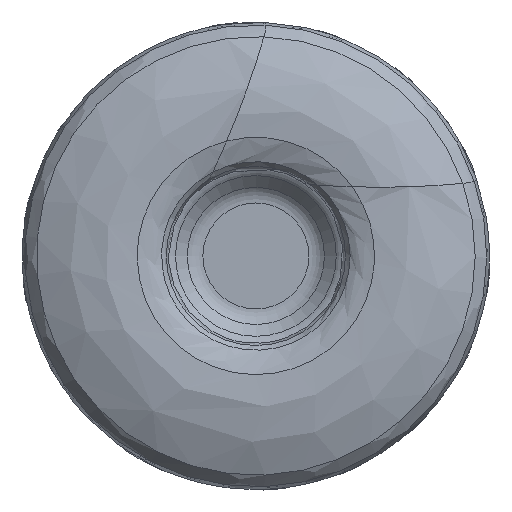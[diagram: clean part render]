
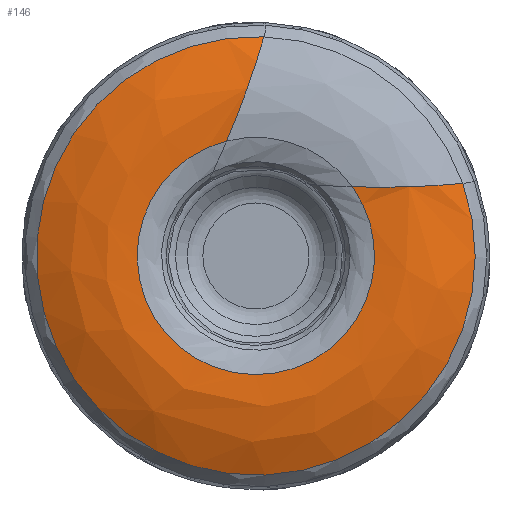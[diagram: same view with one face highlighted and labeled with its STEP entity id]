
A CAD part, left-side view. The second image highlights one B-rep face of the part: STEP entity #146.
In plain terms, the highlighted free-form (B-spline) face has degree [3, 3] with [4, 7] control points.
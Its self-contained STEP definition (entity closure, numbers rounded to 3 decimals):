
#65=(
BOUNDED_SURFACE()
B_SPLINE_SURFACE(3,3,((#941,#942,#943,#944,#945,#946,#947),(#948,#949,#950,
#951,#952,#953,#954),(#955,#956,#957,#958,#959,#960,#961),(#962,#963,#964,
#965,#966,#967,#968)),.UNSPECIFIED.,.F.,.F.,.F.)
B_SPLINE_SURFACE_WITH_KNOTS((4,4),(4,3,4),(0.,1.),(0.,0.5,1.),
 .UNSPECIFIED.)
GEOMETRIC_REPRESENTATION_ITEM()
RATIONAL_B_SPLINE_SURFACE(((1.,0.53,0.53,1.,0.53,
0.53,1.),(0.96,0.509,0.509,
0.96,0.509,0.509,0.96),
(0.96,0.509,0.509,0.96,
0.509,0.509,0.96),(1.,0.53,
0.53,1.,0.53,0.53,1.)))
REPRESENTATION_ITEM('')
SURFACE()
);
#146=ADVANCED_FACE('',(#174),#65,.F.);
#174=FACE_OUTER_BOUND('',#228,.T.);
#228=EDGE_LOOP('',(#294,#295,#296,#297));
#294=ORIENTED_EDGE('',*,*,#440,.F.);
#295=ORIENTED_EDGE('',*,*,#441,.T.);
#296=ORIENTED_EDGE('',*,*,#437,.T.);
#297=ORIENTED_EDGE('',*,*,#442,.T.);
#395=VERTEX_POINT('',#904);
#396=VERTEX_POINT('',#905);
#397=VERTEX_POINT('',#937);
#398=VERTEX_POINT('',#938);
#437=EDGE_CURVE('',#395,#396,#498,.T.);
#440=EDGE_CURVE('',#397,#398,#501,.T.);
#441=EDGE_CURVE('',#397,#395,#502,.T.);
#442=EDGE_CURVE('',#396,#398,#503,.T.);
#498=CIRCLE('',#573,4.316);
#501=CIRCLE('',#576,7.976);
#502=CIRCLE('',#577,6.);
#503=CIRCLE('',#578,6.);
#573=AXIS2_PLACEMENT_3D('',#903,#688,#689);
#576=AXIS2_PLACEMENT_3D('',#936,#694,#695);
#577=AXIS2_PLACEMENT_3D('',#939,#696,#697);
#578=AXIS2_PLACEMENT_3D('',#940,#698,#699);
#688=DIRECTION('',(1.,0.,0.));
#689=DIRECTION('',(0.,-0.813,0.583));
#694=DIRECTION('',(1.,0.,0.));
#695=DIRECTION('',(0.,-0.944,0.331));
#696=DIRECTION('',(0.174,0.,-0.985));
#697=DIRECTION('',(0.985,0.,0.174));
#698=DIRECTION('',(-0.174,0.917,0.36));
#699=DIRECTION('',(0.985,0.162,0.063));
#903=CARTESIAN_POINT('',(0.084,0.,0.));
#904=CARTESIAN_POINT('',(0.084,-3.507,2.515));
#905=CARTESIAN_POINT('',(0.084,1.06,4.184));
#936=CARTESIAN_POINT('',(0.797,0.,0.));
#937=CARTESIAN_POINT('',(0.797,-7.527,2.641));
#938=CARTESIAN_POINT('',(0.797,-0.292,7.971));
#939=CARTESIAN_POINT('',(5.909,-4.517,3.542));
#940=CARTESIAN_POINT('',(5.909,1.647,5.499));
#941=CARTESIAN_POINT('',(0.084,-3.507,2.515));
#942=CARTESIAN_POINT('',(0.084,-6.531,-1.702));
#943=CARTESIAN_POINT('',(0.084,-3.393,-5.834));
#944=CARTESIAN_POINT('',(0.084,1.481,-4.054));
#945=CARTESIAN_POINT('',(0.084,6.355,-2.273));
#946=CARTESIAN_POINT('',(0.084,6.09,2.91));
#947=CARTESIAN_POINT('',(0.084,1.06,4.184));
#948=CARTESIAN_POINT('',(-0.151,-4.905,2.473));
#949=CARTESIAN_POINT('',(-0.151,-7.879,-3.424));
#950=CARTESIAN_POINT('',(-0.151,-3.12,-8.004));
#951=CARTESIAN_POINT('',(-0.151,2.659,-4.807));
#952=CARTESIAN_POINT('',(-0.151,8.438,-1.609));
#953=CARTESIAN_POINT('',(-0.151,7.087,4.856));
#954=CARTESIAN_POINT('',(-0.151,0.51,5.469));
#955=CARTESIAN_POINT('',(0.097,-6.3,2.517));
#956=CARTESIAN_POINT('',(0.097,-9.326,-5.058));
#957=CARTESIAN_POINT('',(0.097,-2.98,-10.183));
#958=CARTESIAN_POINT('',(0.097,3.788,-5.629));
#959=CARTESIAN_POINT('',(0.097,10.555,-1.075));
#960=CARTESIAN_POINT('',(0.097,8.198,6.735));
#961=CARTESIAN_POINT('',(0.097,0.041,6.784));
#962=CARTESIAN_POINT('',(0.797,-7.527,2.641));
#963=CARTESIAN_POINT('',(0.797,-10.701,-6.409));
#964=CARTESIAN_POINT('',(0.797,-2.99,-12.11));
#965=CARTESIAN_POINT('',(0.797,4.731,-6.422));
#966=CARTESIAN_POINT('',(0.797,12.452,-0.733));
#967=CARTESIAN_POINT('',(0.797,9.292,8.322));
#968=CARTESIAN_POINT('',(0.797,-0.292,7.971));
